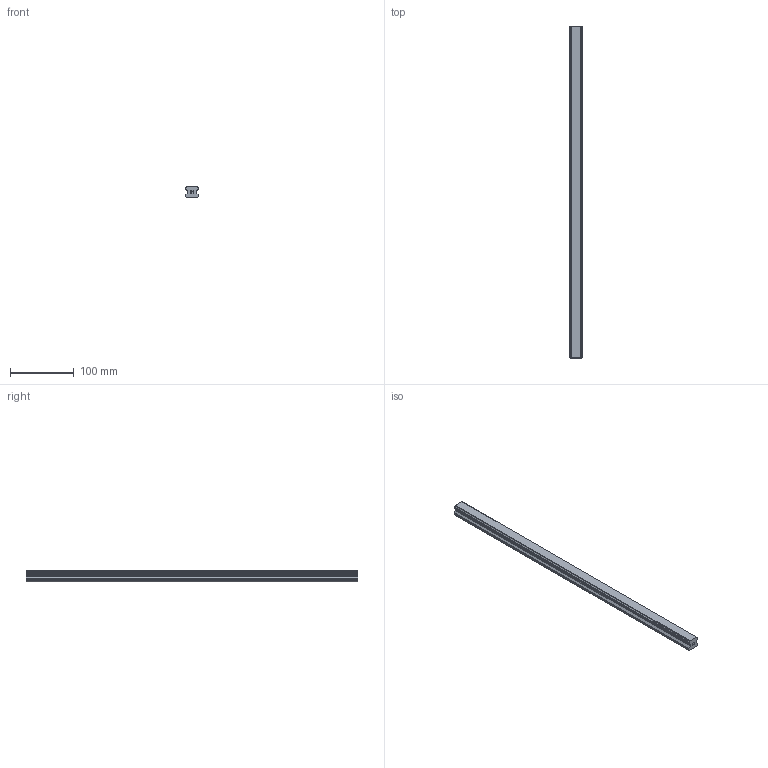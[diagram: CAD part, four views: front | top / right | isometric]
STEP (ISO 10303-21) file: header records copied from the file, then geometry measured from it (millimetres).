
FILE_DESCRIPTION(('STEP AP214'),'1');
FILE_NAME('cctmp_E42D9FAC-61F2-488D-8E38-469A953680BF_2021_01_21_15_37_06_0884..stp','2021-01-21T14:37:06',('HIWIN GmbH'),('CADClick - www.CADClick.com'),'Spatial InterOp 3D',' ','unknown authorization');
FILE_SCHEMA(('AUTOMOTIVE_DESIGN'));
Length unit declared in the file: millimetre
Products named in the file (1): HGR20T520C_FILE
Bounding box: 20 x 520 x 17.5 mm (x, y, z)
Volume: 153507.8 mm3; surface area: 41996.8 mm2
Topology: 1 solids, 1 shells, 143 faces, 393 edges, 247 vertices
Faces by surface type: plane 85, cylinder 40, cone 18
Entity records: 5545 total; most frequent: CARTESIAN_POINT 766, ORIENTED_EDGE 750, DIRECTION 743, EDGE_CURVE 375, LINE 295, VECTOR 295, VERTEX_POINT 247, AXIS2_PLACEMENT_3D 224
